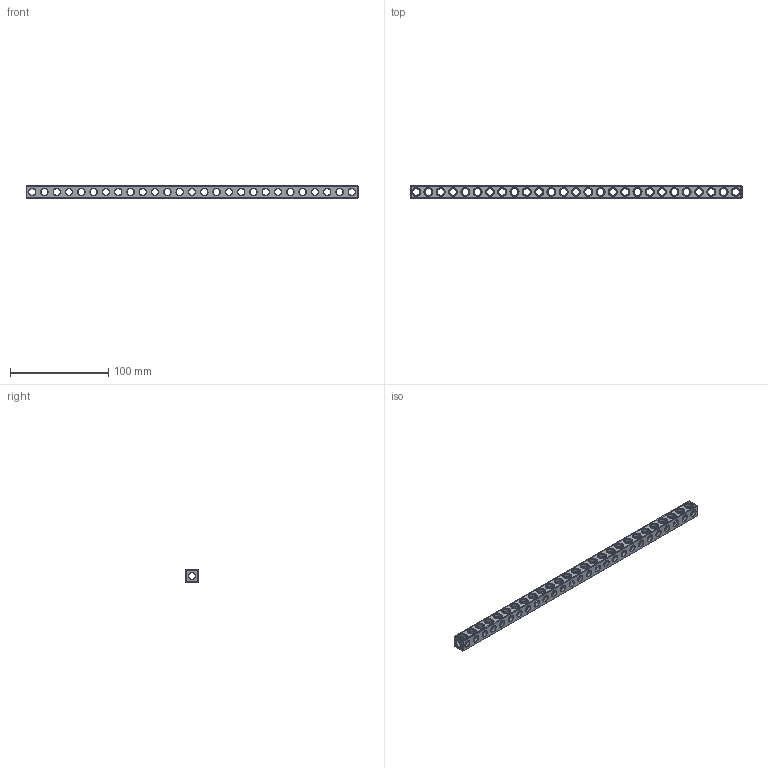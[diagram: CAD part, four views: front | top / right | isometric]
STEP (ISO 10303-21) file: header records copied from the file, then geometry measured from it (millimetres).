
FILE_DESCRIPTION(('FreeCAD Model'),'2;1');
FILE_NAME('Open CASCADE Shape Model','2021-05-23T22:09:53',( 'Paulo Kiefe'),('STEMFIE.org'),'Open CASCADE STEP processor 7.4', 'FreeCAD','Unknown');
FILE_SCHEMA(('AUTOMOTIVE_DESIGN { 1 0 10303 214 1 1 1 1 }'));
Products named in the file (1): Beam_STR_ESS_BU27x01x01_-_SPN-BEM-0064_(stemfie.org)
Bounding box: 337.5 x 12.5 x 12.5 mm (x, y, z)
Volume: 26357 mm3; surface area: 23622.5 mm2
Topology: 1 solids, 1 shells, 751 faces, 2383 edges, 1588 vertices
Faces by surface type: plane 370, cylinder 163, cone 110, extrusion 108
Full cylindrical faces by diameter (mm): 7 x136, 9.2 x27
Entity records: 86880 total; most frequent: CARTESIAN_POINT 41913, DIRECTION 7639, ORIENTED_EDGE 4766, PCURVE 4766, DEFINITIONAL_REPRESENTATION 4766, VECTOR 4533, LINE 4425, EDGE_CURVE 2383
